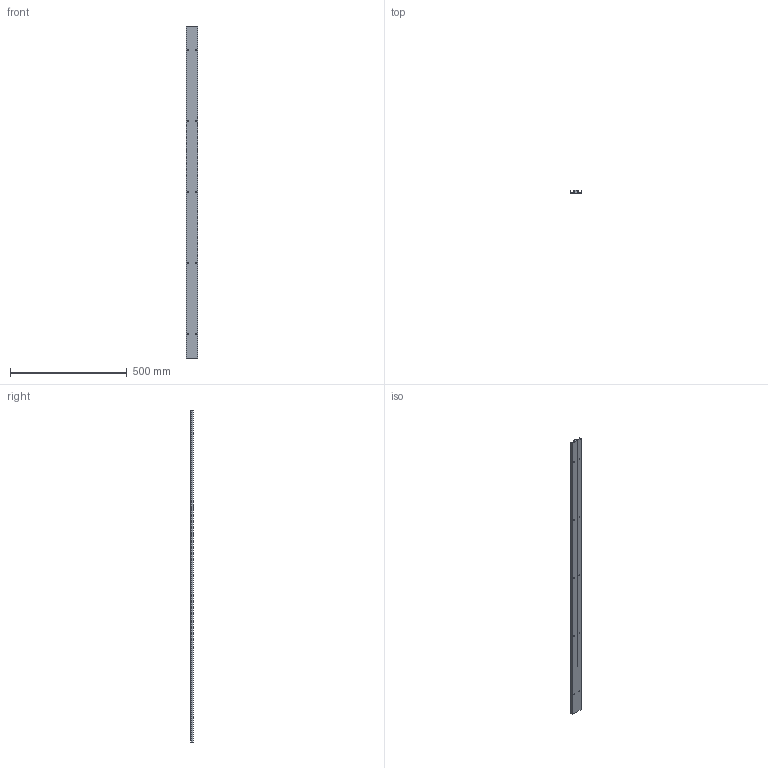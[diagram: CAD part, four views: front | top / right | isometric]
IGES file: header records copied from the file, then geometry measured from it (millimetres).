
Start section: SolidWorks IGES file using analytic representation for surfaces
Global section: file name: 700-2500-052.IGS; native system: SolidWorks 2019; preprocessor: SolidWorks 2019; author: mike; date: 190828.094329; units: inch
Bounding box: 51.31 x 12.45 x 1422.4 mm (x, y, z)
Surface area: 244115.7 mm2 (no closed solid volume)
Topology: 0 solids, 0 shells, 66 faces, 944 edges, 944 vertices
Faces by surface type: revolution 40, bspline 26
